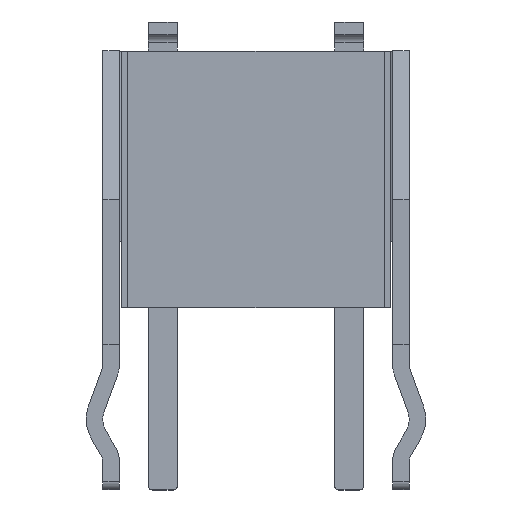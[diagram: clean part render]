
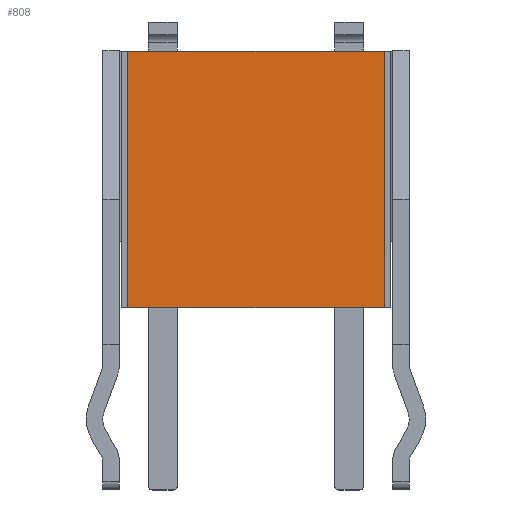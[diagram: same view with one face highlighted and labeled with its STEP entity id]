
A CAD part, top view. The second image highlights one B-rep face of the part: STEP entity #808.
In plain terms, the highlighted planar face has unit normal (0, 0, 1).
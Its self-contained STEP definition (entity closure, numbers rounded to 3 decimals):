
#55 = ORIENTED_EDGE ( 'NONE', *, *, #2763, .T. ) ;
#56 = ORIENTED_EDGE ( 'NONE', *, *, #2758, .F. ) ;
#110 = ORIENTED_EDGE ( 'NONE', *, *, #2765, .F. ) ;
#112 = ORIENTED_EDGE ( 'NONE', *, *, #2764, .F. ) ;
#367 = FACE_OUTER_BOUND ( 'NONE', #2389, .T. ) ;
#375 = AXIS2_PLACEMENT_3D ( 'NONE', #1324, #1323, #1322 ) ;
#808 = ADVANCED_FACE ( 'NONE', ( #367 ), #1334, .T. ) ;
#1322 = DIRECTION ( 'NONE',  ( 1., 0., 0. ) ) ;
#1323 = DIRECTION ( 'NONE',  ( 0., 0., 1. ) ) ;
#1324 = CARTESIAN_POINT ( 'NONE',  ( -3.1, -3.903, -1.65 ) ) ;
#1334 = PLANE ( 'NONE',  #375 ) ;
#2274 = VECTOR ( 'NONE', #4517, 1000. ) ;
#2279 = VECTOR ( 'NONE', #4532, 1000. ) ;
#2280 = VECTOR ( 'NONE', #4535, 1000. ) ;
#2281 = VECTOR ( 'NONE', #4538, 1000. ) ;
#2389 = EDGE_LOOP ( 'NONE', ( #112, #55, #110, #56 ) ) ;
#2758 = EDGE_CURVE ( 'NONE', #3205, #3204, #4515, .T. ) ;
#2763 = EDGE_CURVE ( 'NONE', #3207, #3206, #4530, .T. ) ;
#2764 = EDGE_CURVE ( 'NONE', #3207, #3205, #4533, .T. ) ;
#2765 = EDGE_CURVE ( 'NONE', #3204, #3206, #4536, .T. ) ;
#3204 = VERTEX_POINT ( 'NONE', #4615 ) ;
#3205 = VERTEX_POINT ( 'NONE', #4616 ) ;
#3206 = VERTEX_POINT ( 'NONE', #4617 ) ;
#3207 = VERTEX_POINT ( 'NONE', #4618 ) ;
#4515 = LINE ( 'NONE', #4516, #2274 ) ;
#4516 = CARTESIAN_POINT ( 'NONE',  ( -3.1, -3.903, -1.65 ) ) ;
#4517 = DIRECTION ( 'NONE',  ( 0., 1., 0. ) ) ;
#4530 = LINE ( 'NONE', #4531, #2279 ) ;
#4531 = CARTESIAN_POINT ( 'NONE',  ( 3.1, -3.903, -1.65 ) ) ;
#4532 = DIRECTION ( 'NONE',  ( 0., 1., 0. ) ) ;
#4533 = LINE ( 'NONE', #4534, #2280 ) ;
#4534 = CARTESIAN_POINT ( 'NONE',  ( -3.1, 2.9, -1.65 ) ) ;
#4535 = DIRECTION ( 'NONE',  ( -1., 0., 0. ) ) ;
#4536 = LINE ( 'NONE', #4537, #2281 ) ;
#4537 = CARTESIAN_POINT ( 'NONE',  ( -3.1, 9.1, -1.65 ) ) ;
#4538 = DIRECTION ( 'NONE',  ( 1., 0., 0. ) ) ;
#4615 = CARTESIAN_POINT ( 'NONE',  ( -3.1, 9.1, -1.65 ) ) ;
#4616 = CARTESIAN_POINT ( 'NONE',  ( -3.1, 2.9, -1.65 ) ) ;
#4617 = CARTESIAN_POINT ( 'NONE',  ( 3.1, 9.1, -1.65 ) ) ;
#4618 = CARTESIAN_POINT ( 'NONE',  ( 3.1, 2.9, -1.65 ) ) ;
